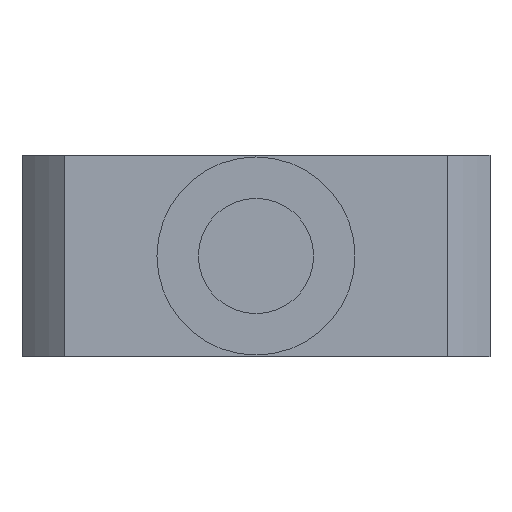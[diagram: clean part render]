
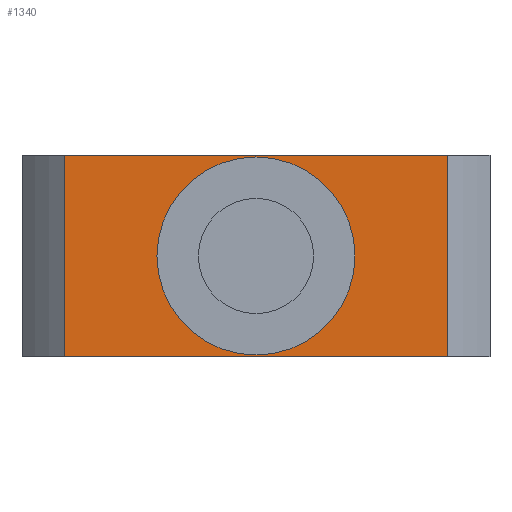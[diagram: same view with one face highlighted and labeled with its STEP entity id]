
A CAD part, left-side view. The second image highlights one B-rep face of the part: STEP entity #1340.
In plain terms, the highlighted planar face has unit normal (-1, 0, 0).
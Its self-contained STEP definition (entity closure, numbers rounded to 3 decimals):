
#3 = EDGE_LOOP ( 'NONE', ( #243, #226 ) ) ;
#101 = EDGE_LOOP ( 'NONE', ( #342, #378, #332, #302 ) ) ;
#175 = AXIS2_PLACEMENT_3D ( 'NONE', #1251, #1267, #1265 ) ;
#226 = ORIENTED_EDGE ( 'NONE', *, *, #609, .F. ) ;
#229 = VECTOR ( 'NONE', #943, 1000. ) ;
#243 = ORIENTED_EDGE ( 'NONE', *, *, #623, .F. ) ;
#257 = LINE ( 'NONE', #888, #438 ) ;
#301 = LINE ( 'NONE', #958, #229 ) ;
#302 = ORIENTED_EDGE ( 'NONE', *, *, #620, .F. ) ;
#332 = ORIENTED_EDGE ( 'NONE', *, *, #595, .F. ) ;
#342 = ORIENTED_EDGE ( 'NONE', *, *, #616, .F. ) ;
#378 = ORIENTED_EDGE ( 'NONE', *, *, #634, .T. ) ;
#438 = VECTOR ( 'NONE', #884, 1000. ) ;
#454 = CIRCLE ( 'NONE', #593, 13.75 ) ;
#473 = VECTOR ( 'NONE', #849, 1000. ) ;
#521 = CIRCLE ( 'NONE', #687, 13.75 ) ;
#540 = LINE ( 'NONE', #908, #567 ) ;
#559 = LINE ( 'NONE', #852, #473 ) ;
#567 = VECTOR ( 'NONE', #897, 1000. ) ;
#593 = AXIS2_PLACEMENT_3D ( 'NONE', #916, #907, #906 ) ;
#595 = EDGE_CURVE ( 'NONE', #918, #1022, #301, .T. ) ;
#609 = EDGE_CURVE ( 'NONE', #972, #1089, #454, .T. ) ;
#616 = EDGE_CURVE ( 'NONE', #935, #1092, #540, .T. ) ;
#620 = EDGE_CURVE ( 'NONE', #1092, #918, #257, .T. ) ;
#623 = EDGE_CURVE ( 'NONE', #1089, #972, #521, .T. ) ;
#634 = EDGE_CURVE ( 'NONE', #935, #1022, #559, .T. ) ;
#687 = AXIS2_PLACEMENT_3D ( 'NONE', #877, #876, #874 ) ;
#849 = DIRECTION ( 'NONE',  ( 0., -1., 0. ) ) ;
#852 = CARTESIAN_POINT ( 'NONE',  ( -32.5, 32.5, 0. ) ) ;
#874 = DIRECTION ( 'NONE',  ( 0., 1., 0. ) ) ;
#876 = DIRECTION ( 'NONE',  ( -1., 0., 0. ) ) ;
#877 = CARTESIAN_POINT ( 'NONE',  ( -32.5, 0., 14. ) ) ;
#884 = DIRECTION ( 'NONE',  ( 0., -1., 0. ) ) ;
#888 = CARTESIAN_POINT ( 'NONE',  ( -32.5, 32.5, 28. ) ) ;
#897 = DIRECTION ( 'NONE',  ( 0., 0., 1. ) ) ;
#906 = DIRECTION ( 'NONE',  ( 0., 1., 0. ) ) ;
#907 = DIRECTION ( 'NONE',  ( -1., 0., 0. ) ) ;
#908 = CARTESIAN_POINT ( 'NONE',  ( -32.5, 26.604, 0. ) ) ;
#916 = CARTESIAN_POINT ( 'NONE',  ( -32.5, 0., 14. ) ) ;
#918 = VERTEX_POINT ( 'NONE', #1118 ) ;
#935 = VERTEX_POINT ( 'NONE', #1145 ) ;
#943 = DIRECTION ( 'NONE',  ( 0., 0., -1. ) ) ;
#958 = CARTESIAN_POINT ( 'NONE',  ( -32.5, -26.604, 0. ) ) ;
#972 = VERTEX_POINT ( 'NONE', #1215 ) ;
#1022 = VERTEX_POINT ( 'NONE', #1270 ) ;
#1089 = VERTEX_POINT ( 'NONE', #1201 ) ;
#1092 = VERTEX_POINT ( 'NONE', #1282 ) ;
#1118 = CARTESIAN_POINT ( 'NONE',  ( -32.5, -26.604, 28. ) ) ;
#1145 = CARTESIAN_POINT ( 'NONE',  ( -32.5, 26.604, 0. ) ) ;
#1201 = CARTESIAN_POINT ( 'NONE',  ( -32.5, 0., 0.25 ) ) ;
#1215 = CARTESIAN_POINT ( 'NONE',  ( -32.5, 0., 27.75 ) ) ;
#1251 = CARTESIAN_POINT ( 'NONE',  ( -32.5, 32.5, 28. ) ) ;
#1265 = DIRECTION ( 'NONE',  ( 0., 1., 0. ) ) ;
#1266 = PLANE ( 'NONE',  #175 ) ;
#1267 = DIRECTION ( 'NONE',  ( 1., 0., 0. ) ) ;
#1270 = CARTESIAN_POINT ( 'NONE',  ( -32.5, -26.604, 0. ) ) ;
#1282 = CARTESIAN_POINT ( 'NONE',  ( -32.5, 26.604, 28. ) ) ;
#1319 = FACE_OUTER_BOUND ( 'NONE', #101, .T. ) ;
#1326 = FACE_BOUND ( 'NONE', #3, .T. ) ;
#1340 = ADVANCED_FACE ( 'NONE', ( #1319, #1326 ), #1266, .F. ) ;
